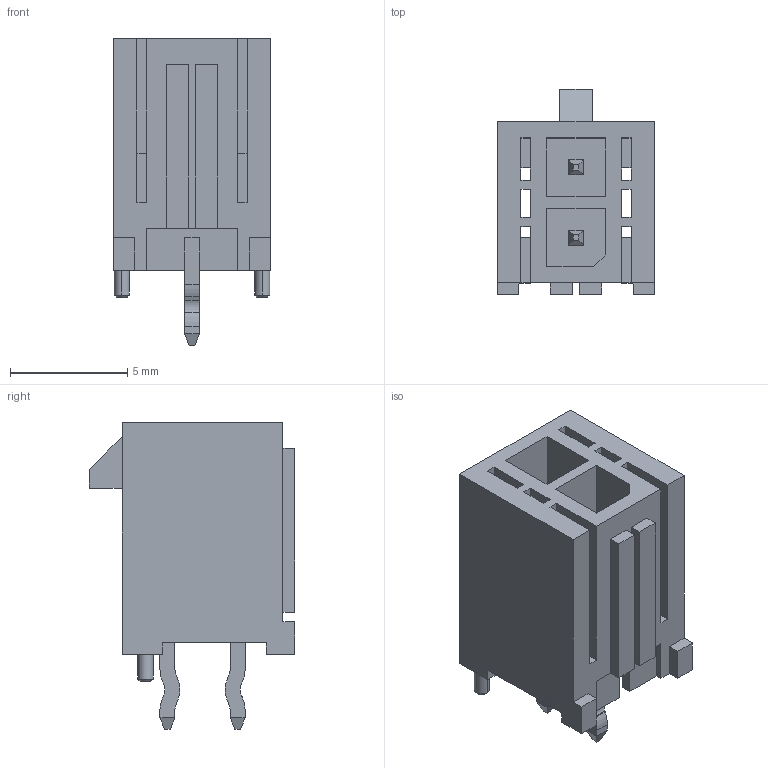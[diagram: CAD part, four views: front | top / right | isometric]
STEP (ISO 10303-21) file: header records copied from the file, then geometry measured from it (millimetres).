
FILE_DESCRIPTION((''),'2;1');
FILE_NAME('WURTH_662 002 211 22.stp','2015-08-05T18:13:58',(''),(''),'Mechanical Desktop 2011','Mechanical Desktop 2011',', , ');
FILE_SCHEMA(('AUTOMOTIVE_DESIGN { 1 2 10303 214 1 1 1 1 }'));
Length unit declared in the file: millimetre
Products named in the file (1): Product
Bounding box: 6.7 x 8.76 x 13.1 mm (x, y, z)
Volume: 320.6 mm3; surface area: 809.2 mm2
Topology: 3 solids, 3 shells, 180 faces, 513 edges, 336 vertices
Faces by surface type: plane 160, cylinder 16, cone 4
Entity records: 5833 total; most frequent: CARTESIAN_POINT 1030, ORIENTED_EDGE 1026, DIRECTION 913, EDGE_CURVE 513, VECTOR 475, LINE 475, VERTEX_POINT 336, AXIS2_PLACEMENT_3D 219
